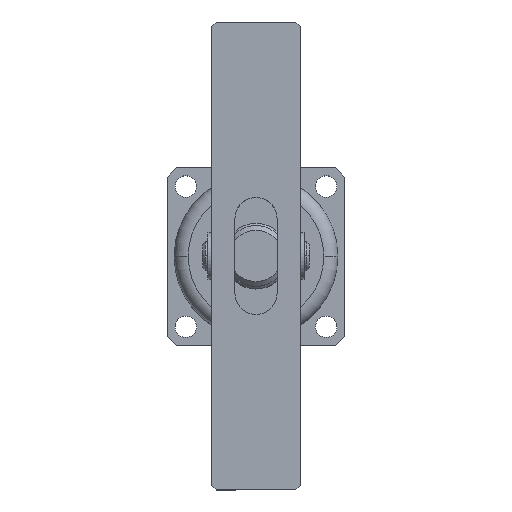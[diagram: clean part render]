
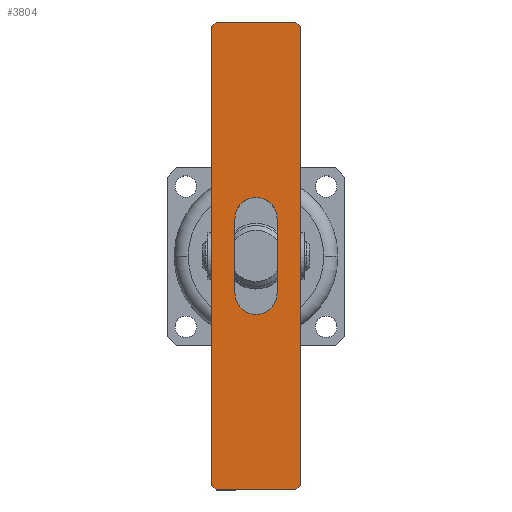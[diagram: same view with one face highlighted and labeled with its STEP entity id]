
A CAD part, top view. The second image highlights one B-rep face of the part: STEP entity #3804.
In plain terms, the highlighted face is planar.
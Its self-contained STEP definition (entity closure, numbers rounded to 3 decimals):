
#66 = AXIS2_PLACEMENT_3D ( 'NONE', #3945, #3934, #3933 ) ;
#85 = AXIS2_PLACEMENT_3D ( 'NONE', #3968, #3959, #3958 ) ;
#332 = CARTESIAN_POINT ( 'NONE',  ( -50., 9.5, 9.5 ) ) ;
#339 = DIRECTION ( 'NONE',  ( 1., 0., 0. ) ) ;
#1402 = DIRECTION ( 'NONE',  ( 0., 0., -1. ) ) ;
#1446 = DIRECTION ( 'NONE',  ( -1., 0., 0. ) ) ;
#1450 = CARTESIAN_POINT ( 'NONE',  ( -50., 9.5, -9.5 ) ) ;
#1456 = DIRECTION ( 'NONE',  ( -0.707, 0., 0.707 ) ) ;
#1459 = CARTESIAN_POINT ( 'NONE',  ( -29.25, 9.5, -29.25 ) ) ;
#1491 = AXIS2_PLACEMENT_3D ( 'NONE', #5559, #5549, #5546 ) ;
#1592 = VECTOR ( 'NONE', #1446, 1000. ) ;
#1593 = VECTOR ( 'NONE', #1456, 1000. ) ;
#1594 = LINE ( 'NONE', #1459, #1593 ) ;
#1595 = LINE ( 'NONE', #1450, #1592 ) ;
#1757 = FACE_BOUND ( 'NONE', #6197, .T. ) ;
#1760 = FACE_OUTER_BOUND ( 'NONE', #6218, .T. ) ;
#2679 = VECTOR ( 'NONE', #3465, 1000. ) ;
#2687 = LINE ( 'NONE', #3469, #2679 ) ;
#2709 = VECTOR ( 'NONE', #3414, 1000. ) ;
#2711 = LINE ( 'NONE', #3413, #2709 ) ;
#2712 = VECTOR ( 'NONE', #3419, 1000. ) ;
#2715 = LINE ( 'NONE', #3418, #2712 ) ;
#2719 = VECTOR ( 'NONE', #3410, 1000. ) ;
#2727 = LINE ( 'NONE', #3399, #2719 ) ;
#3399 = CARTESIAN_POINT ( 'NONE',  ( -8., 9.5, -4.5 ) ) ;
#3410 = DIRECTION ( 'NONE',  ( -1., 0., 0. ) ) ;
#3413 = CARTESIAN_POINT ( 'NONE',  ( -8., 9.5, 4.5 ) ) ;
#3414 = DIRECTION ( 'NONE',  ( 1., 0., 0. ) ) ;
#3418 = CARTESIAN_POINT ( 'NONE',  ( -29.25, 9.5, 29.25 ) ) ;
#3419 = DIRECTION ( 'NONE',  ( 0.707, 0., 0.707 ) ) ;
#3465 = DIRECTION ( 'NONE',  ( 0., 0., 1. ) ) ;
#3469 = CARTESIAN_POINT ( 'NONE',  ( -50., 9.5, -9.5 ) ) ;
#3804 = ADVANCED_FACE ( 'NONE', ( #1760, #1757 ), #5555, .T. ) ;
#3933 = DIRECTION ( 'NONE',  ( 0., 0., 1. ) ) ;
#3934 = DIRECTION ( 'NONE',  ( 0., 1., 0. ) ) ;
#3945 = CARTESIAN_POINT ( 'NONE',  ( -8., 9.5, 0. ) ) ;
#3946 = DIRECTION ( 'NONE',  ( 0.707, 0., -0.707 ) ) ;
#3947 = CARTESIAN_POINT ( 'NONE',  ( 29.25, 9.5, 29.25 ) ) ;
#3958 = DIRECTION ( 'NONE',  ( 0., 0., 1. ) ) ;
#3959 = DIRECTION ( 'NONE',  ( 0., 1., 0. ) ) ;
#3968 = CARTESIAN_POINT ( 'NONE',  ( 8., 9.5, 0. ) ) ;
#4447 = CARTESIAN_POINT ( 'NONE',  ( -49., 9.5, 9.5 ) ) ;
#4453 = CARTESIAN_POINT ( 'NONE',  ( 49., 9.5, 9.5 ) ) ;
#4455 = CARTESIAN_POINT ( 'NONE',  ( -49., 9.5, -9.5 ) ) ;
#4459 = CARTESIAN_POINT ( 'NONE',  ( 8., 9.5, -4.5 ) ) ;
#4465 = CARTESIAN_POINT ( 'NONE',  ( 49., 9.5, -9.5 ) ) ;
#4475 = CARTESIAN_POINT ( 'NONE',  ( 50., 9.5, 8.5 ) ) ;
#4484 = CARTESIAN_POINT ( 'NONE',  ( -8., 9.5, -4.5 ) ) ;
#4494 = CARTESIAN_POINT ( 'NONE',  ( 8., 9.5, 4.5 ) ) ;
#4495 = CARTESIAN_POINT ( 'NONE',  ( 50., 9.5, -8.5 ) ) ;
#4499 = CARTESIAN_POINT ( 'NONE',  ( -50., 9.5, 8.5 ) ) ;
#4512 = CARTESIAN_POINT ( 'NONE',  ( -50., 9.5, -8.5 ) ) ;
#4519 = CARTESIAN_POINT ( 'NONE',  ( -8., 9.5, 4.5 ) ) ;
#4965 = CARTESIAN_POINT ( 'NONE',  ( 29.25, 9.5, -29.25 ) ) ;
#4966 = DIRECTION ( 'NONE',  ( -0.707, 0., -0.707 ) ) ;
#4967 = CARTESIAN_POINT ( 'NONE',  ( 50., 9.5, -9.5 ) ) ;
#5009 = ORIENTED_EDGE ( 'NONE', *, *, #5701, .T. ) ;
#5020 = ORIENTED_EDGE ( 'NONE', *, *, #5444, .T. ) ;
#5039 = ORIENTED_EDGE ( 'NONE', *, *, #5681, .F. ) ;
#5042 = ORIENTED_EDGE ( 'NONE', *, *, #5394, .T. ) ;
#5047 = ORIENTED_EDGE ( 'NONE', *, *, #5619, .T. ) ;
#5059 = ORIENTED_EDGE ( 'NONE', *, *, #5392, .F. ) ;
#5064 = ORIENTED_EDGE ( 'NONE', *, *, #5675, .F. ) ;
#5071 = ORIENTED_EDGE ( 'NONE', *, *, #5390, .F. ) ;
#5091 = ORIENTED_EDGE ( 'NONE', *, *, #5679, .T. ) ;
#5163 = LINE ( 'NONE', #3947, #5165 ) ;
#5165 = VECTOR ( 'NONE', #3946, 1000. ) ;
#5177 = CIRCLE ( 'NONE', #66, 4.5 ) ;
#5201 = CIRCLE ( 'NONE', #85, 4.5 ) ;
#5229 = VECTOR ( 'NONE', #1402, 1000. ) ;
#5231 = LINE ( 'NONE', #4967, #5229 ) ;
#5237 = VECTOR ( 'NONE', #4966, 1000. ) ;
#5240 = LINE ( 'NONE', #4965, #5237 ) ;
#5273 = VECTOR ( 'NONE', #339, 1000. ) ;
#5278 = LINE ( 'NONE', #332, #5273 ) ;
#5385 = EDGE_CURVE ( 'NONE', #6462, #6519, #1594, .T. ) ;
#5386 = EDGE_CURVE ( 'NONE', #6472, #6462, #1595, .T. ) ;
#5390 = EDGE_CURVE ( 'NONE', #6501, #6466, #5201, .T. ) ;
#5392 = EDGE_CURVE ( 'NONE', #6491, #6527, #5177, .T. ) ;
#5394 = EDGE_CURVE ( 'NONE', #6460, #6482, #5163, .T. ) ;
#5422 = EDGE_CURVE ( 'NONE', #6451, #6460, #5278, .T. ) ;
#5444 = EDGE_CURVE ( 'NONE', #6502, #6472, #5240, .T. ) ;
#5546 = DIRECTION ( 'NONE',  ( 0., 0., 1. ) ) ;
#5549 = DIRECTION ( 'NONE',  ( 0., 1., 0. ) ) ;
#5555 = PLANE ( 'NONE',  #1491 ) ;
#5559 = CARTESIAN_POINT ( 'NONE',  ( 0., 9.5, 0. ) ) ;
#5619 = EDGE_CURVE ( 'NONE', #6482, #6502, #5231, .T. ) ;
#5675 = EDGE_CURVE ( 'NONE', #6466, #6491, #2727, .T. ) ;
#5679 = EDGE_CURVE ( 'NONE', #6506, #6451, #2715, .T. ) ;
#5681 = EDGE_CURVE ( 'NONE', #6527, #6501, #2711, .T. ) ;
#5701 = EDGE_CURVE ( 'NONE', #6519, #6506, #2687, .T. ) ;
#6021 = ORIENTED_EDGE ( 'NONE', *, *, #5385, .T. ) ;
#6022 = ORIENTED_EDGE ( 'NONE', *, *, #5422, .T. ) ;
#6026 = ORIENTED_EDGE ( 'NONE', *, *, #5386, .T. ) ;
#6197 = EDGE_LOOP ( 'NONE', ( #5039, #5059, #5064, #5071 ) ) ;
#6218 = EDGE_LOOP ( 'NONE', ( #5047, #5020, #6026, #6021, #5009, #5091, #6022, #5042 ) ) ;
#6451 = VERTEX_POINT ( 'NONE', #4447 ) ;
#6460 = VERTEX_POINT ( 'NONE', #4453 ) ;
#6462 = VERTEX_POINT ( 'NONE', #4455 ) ;
#6466 = VERTEX_POINT ( 'NONE', #4459 ) ;
#6472 = VERTEX_POINT ( 'NONE', #4465 ) ;
#6482 = VERTEX_POINT ( 'NONE', #4475 ) ;
#6491 = VERTEX_POINT ( 'NONE', #4484 ) ;
#6501 = VERTEX_POINT ( 'NONE', #4494 ) ;
#6502 = VERTEX_POINT ( 'NONE', #4495 ) ;
#6506 = VERTEX_POINT ( 'NONE', #4499 ) ;
#6519 = VERTEX_POINT ( 'NONE', #4512 ) ;
#6527 = VERTEX_POINT ( 'NONE', #4519 ) ;
